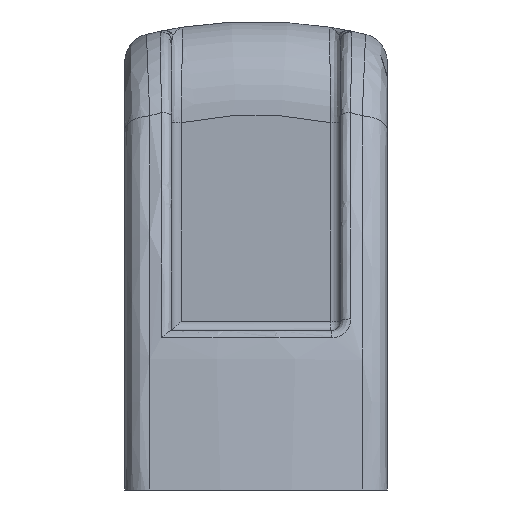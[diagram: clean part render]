
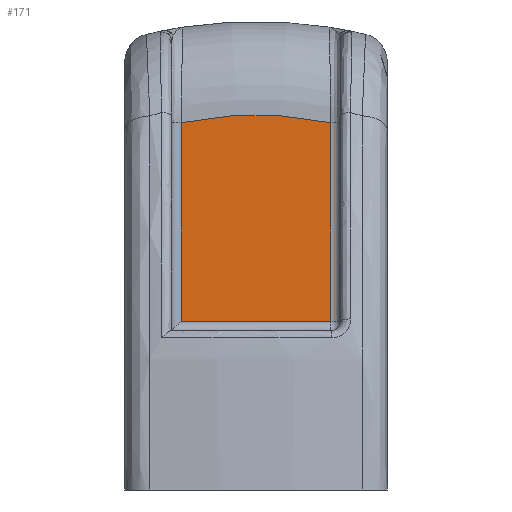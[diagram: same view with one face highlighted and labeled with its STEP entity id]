
A CAD part, left-side view. The second image highlights one B-rep face of the part: STEP entity #171.
In plain terms, the highlighted planar face has unit normal (-1, 0, 0).
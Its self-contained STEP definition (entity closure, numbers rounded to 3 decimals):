
#171 = ADVANCED_FACE( '', ( #479 ), #480, .T. );
#479 = FACE_OUTER_BOUND( '', #977, .T. );
#480 = PLANE( '', #978 );
#977 = EDGE_LOOP( '', ( #5476, #5477, #5478, #5479 ) );
#978 = AXIS2_PLACEMENT_3D( '', #5480, #5481, #5482 );
#5476 = ORIENTED_EDGE( '', *, *, #6654, .T. );
#5477 = ORIENTED_EDGE( '', *, *, #6655, .T. );
#5478 = ORIENTED_EDGE( '', *, *, #6656, .T. );
#5479 = ORIENTED_EDGE( '', *, *, #6657, .T. );
#5480 = CARTESIAN_POINT( '', ( -80., -9., 81.138 ) );
#5481 = DIRECTION( '', ( -1., 0., 0. ) );
#5482 = DIRECTION( '', ( 0., 0., 1. ) );
#6654 = EDGE_CURVE( '', #7163, #7164, #7165, .F. );
#6655 = EDGE_CURVE( '', #7164, #7166, #7167, .F. );
#6656 = EDGE_CURVE( '', #7166, #7168, #7169, .T. );
#6657 = EDGE_CURVE( '', #7168, #7163, #7170, .T. );
#7163 = VERTEX_POINT( '', #7982 );
#7164 = VERTEX_POINT( '', #7983 );
#7165 = LINE( '', #7984, #7985 );
#7166 = VERTEX_POINT( '', #7986 );
#7167 = LINE( '', #7987, #7988 );
#7168 = VERTEX_POINT( '', #7989 );
#7169 = CIRCLE( '', #7990, 40. );
#7170 = LINE( '', #7991, #7992 );
#7982 = CARTESIAN_POINT( '', ( -80., 8., 18. ) );
#7983 = CARTESIAN_POINT( '', ( -80., -8., 18. ) );
#7984 = CARTESIAN_POINT( '', ( -80., -9., 18. ) );
#7985 = VECTOR( '', #11149, 1000. );
#7986 = CARTESIAN_POINT( '', ( -80., -8., 39.192 ) );
#7987 = CARTESIAN_POINT( '', ( -80., -8., 38.974 ) );
#7988 = VECTOR( '', #11150, 1000. );
#7989 = CARTESIAN_POINT( '', ( -80., 8., 39.192 ) );
#7990 = AXIS2_PLACEMENT_3D( '', #11151, #11152, #11153 );
#7991 = CARTESIAN_POINT( '', ( -80., 8., 17. ) );
#7992 = VECTOR( '', #11154, 1000. );
#11149 = DIRECTION( '', ( 0., 1., 0. ) );
#11150 = DIRECTION( '', ( 0., 0., -1. ) );
#11151 = CARTESIAN_POINT( '', ( -80., 0., 0. ) );
#11152 = DIRECTION( '', ( -1., 0., 0. ) );
#11153 = DIRECTION( '', ( 0., 0., 1. ) );
#11154 = DIRECTION( '', ( 0., 0., -1. ) );
